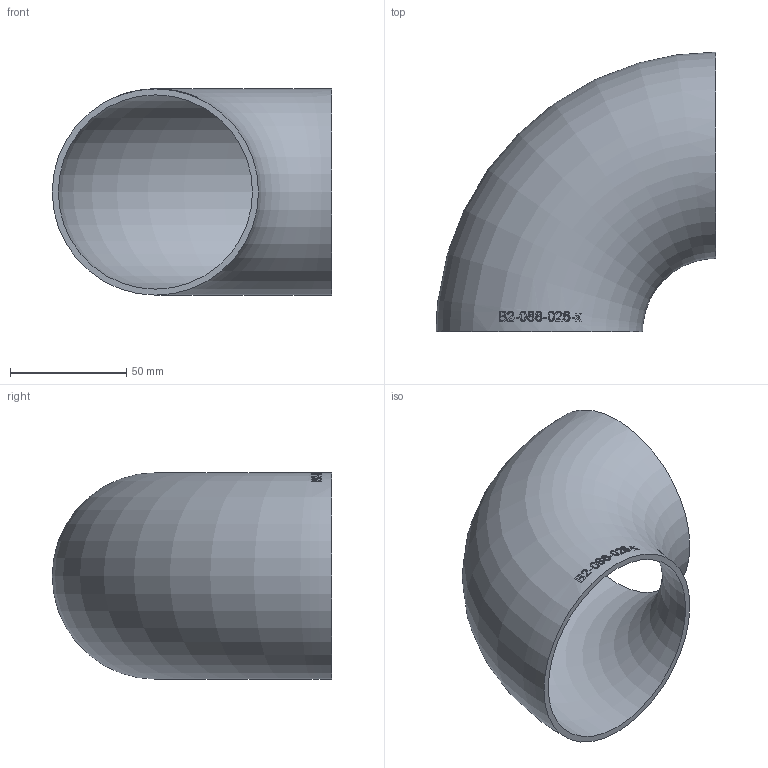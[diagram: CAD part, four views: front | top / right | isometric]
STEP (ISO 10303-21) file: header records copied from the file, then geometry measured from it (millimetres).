
FILE_DESCRIPTION (( 'STEP AP214' ), '1' );
FILE_NAME ('B2-088-026-x Bogen 2003.STEP', '2020-03-31T12:10:44', ( '' ), ( '' ), 'SwSTEP 2.0', 'SolidWorks 2019', '' );
FILE_SCHEMA (( 'AUTOMOTIVE_DESIGN' ));
Length unit declared in the file: millimetre
Products named in the file (1): B2-088-026-x Bogen 2003
Bounding box: 120.45 x 120.45 x 88.9 mm (x, y, z)
Volume: 84150.6 mm3; surface area: 66150 mm2
Topology: 1 solids, 1 shells, 166 faces, 433 edges, 289 vertices
Faces by surface type: bspline 140, torus 24, plane 2
Entity records: 27016 total; most frequent: CARTESIAN_POINT 22526, ORIENTED_EDGE 848, EDGE_CURVE 424, B_SPLINE_CURVE_WITH_KNOTS 420, VERTEX_POINT 284, EDGE_LOOP 190, FACE_OUTER_BOUND 167, ADVANCED_FACE 165
